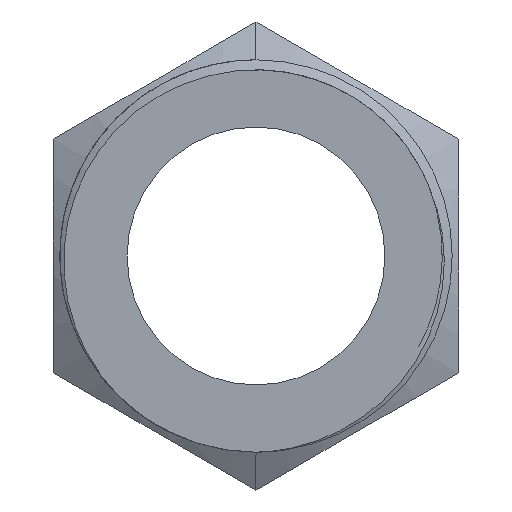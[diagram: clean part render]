
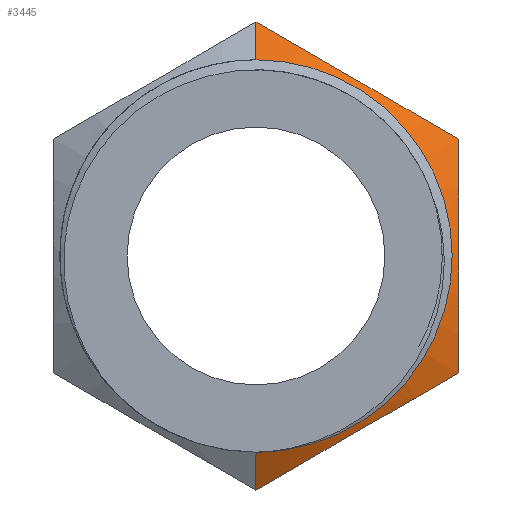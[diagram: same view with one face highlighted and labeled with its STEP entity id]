
A CAD part, left-side view. The second image highlights one B-rep face of the part: STEP entity #3445.
In plain terms, the highlighted conical face has half-angle 60 degrees and reference radius 12.702 mm.
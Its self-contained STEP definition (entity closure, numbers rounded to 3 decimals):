
#22 = VECTOR ( 'NONE', #4307, 1000. ) ;
#223 = EDGE_CURVE ( 'NONE', #7339, #1991, #3354, .T. ) ;
#462 = CARTESIAN_POINT ( 'NONE',  ( -1.7, 0., -12.702 ) ) ;
#497 = CARTESIAN_POINT ( 'NONE',  ( -2.504, -7.818, -8.188 ) ) ;
#502 = EDGE_CURVE ( 'NONE', #1991, #5346, #5962, .T. ) ;
#523 = CARTESIAN_POINT ( 'NONE',  ( -2.588, -7.369, 8.447 ) ) ;
#647 = CARTESIAN_POINT ( 'NONE',  ( -1.7, 0., 12.702 ) ) ;
#888 = AXIS2_PLACEMENT_3D ( 'NONE', #2159, #4164, #945 ) ;
#908 = CARTESIAN_POINT ( 'NONE',  ( -3., 0., 10.45 ) ) ;
#928 = CARTESIAN_POINT ( 'NONE',  ( -3., 0., -10.45 ) ) ;
#945 = DIRECTION ( 'NONE',  ( 0., 0., 1. ) ) ;
#986 = CARTESIAN_POINT ( 'NONE',  ( -2.57, -7.356, -8.455 ) ) ;
#1117 = ORIENTED_EDGE ( 'NONE', *, *, #1374, .F. ) ;
#1263 = CARTESIAN_POINT ( 'NONE',  ( -1.7, -11., -6.351 ) ) ;
#1307 = CARTESIAN_POINT ( 'NONE',  ( -2., -10.101, -6.87 ) ) ;
#1374 = EDGE_CURVE ( 'NONE', #7339, #3285, #3198, .T. ) ;
#1502 = CARTESIAN_POINT ( 'NONE',  ( -2.245, -11., 4.274 ) ) ;
#1605 = ORIENTED_EDGE ( 'NONE', *, *, #223, .T. ) ;
#1707 = CARTESIAN_POINT ( 'NONE',  ( -2.682, -4.554, -10.072 ) ) ;
#1747 = CARTESIAN_POINT ( 'NONE',  ( -1.999, -0.898, -12.183 ) ) ;
#1894 = CARTESIAN_POINT ( 'NONE',  ( -2.246, -9.197, 7.392 ) ) ;
#1991 = VERTEX_POINT ( 'NONE', #6818 ) ;
#2015 = CARTESIAN_POINT ( 'NONE',  ( -1.7, -11., 6.351 ) ) ;
#2067 = CARTESIAN_POINT ( 'NONE',  ( -2.588, -11., 2.159 ) ) ;
#2159 = CARTESIAN_POINT ( 'NONE',  ( -3., 0., 0. ) ) ;
#2225 = ORIENTED_EDGE ( 'NONE', *, *, #5279, .T. ) ;
#2337 = CARTESIAN_POINT ( 'NONE',  ( -1.999, -10.102, 6.869 ) ) ;
#2376 = CARTESIAN_POINT ( 'NONE',  ( -2.683, -5.043, 9.79 ) ) ;
#2463 = LINE ( 'NONE', #4916, #22 ) ;
#2590 = CARTESIAN_POINT ( 'NONE',  ( -2.682, -11., -1.089 ) ) ;
#2598 = B_SPLINE_CURVE_WITH_KNOTS ( 'NONE', 3,
 ( #3739, #2337, #1894, #523, #7356, #2376, #5505, #7926, #2976, #3094, #6758, #647 ),
 .UNSPECIFIED., .F., .F.,
 ( 4, 2, 2, 2, 2, 4 ),
 ( 0., 0.003, 0.006, 0.008, 0.01, 0.013 ),
 .UNSPECIFIED. ) ;
#2630 = CARTESIAN_POINT ( 'NONE',  ( -1.7, -11., -6.351 ) ) ;
#2639 = DIRECTION ( 'NONE',  ( 0.5, 0., -0.866 ) ) ;
#2976 = CARTESIAN_POINT ( 'NONE',  ( -2.504, -3.182, 10.864 ) ) ;
#3094 = CARTESIAN_POINT ( 'NONE',  ( -2.247, -1.806, 11.659 ) ) ;
#3197 = CARTESIAN_POINT ( 'NONE',  ( -1.7, 0., 0. ) ) ;
#3198 = CIRCLE ( 'NONE', #888, 10.45 ) ;
#3285 = VERTEX_POINT ( 'NONE', #908 ) ;
#3308 = CARTESIAN_POINT ( 'NONE',  ( -2.588, -11., -2.159 ) ) ;
#3354 = LINE ( 'NONE', #5814, #3706 ) ;
#3411 = VERTEX_POINT ( 'NONE', #4576 ) ;
#3445 = ADVANCED_FACE ( 'NONE', ( #5218 ), #7368, .T. ) ;
#3706 = VECTOR ( 'NONE', #2639, 1000. ) ;
#3739 = CARTESIAN_POINT ( 'NONE',  ( -1.7, -11., 6.351 ) ) ;
#4031 = B_SPLINE_CURVE_WITH_KNOTS ( 'NONE', 3,
 ( #5010, #5642, #5765, #3308, #2590, #6254, #2067, #1502, #4562, #4402 ),
 .UNSPECIFIED., .F., .F.,
 ( 4, 2, 2, 2, 4 ),
 ( 0.014, 0.017, 0.02, 0.024, 0.027 ),
 .UNSPECIFIED. ) ;
#4161 = CARTESIAN_POINT ( 'NONE',  ( -2.683, -5.957, -9.262 ) ) ;
#4164 = DIRECTION ( 'NONE',  ( -1., 0., 0. ) ) ;
#4216 = ORIENTED_EDGE ( 'NONE', *, *, #7818, .F. ) ;
#4255 = EDGE_LOOP ( 'NONE', ( #4216, #1117, #1605, #7072, #2225, #5992 ) ) ;
#4307 = DIRECTION ( 'NONE',  ( 0.5, 0., 0.866 ) ) ;
#4402 = CARTESIAN_POINT ( 'NONE',  ( -1.7, -11., 6.351 ) ) ;
#4419 = AXIS2_PLACEMENT_3D ( 'NONE', #3197, #7509, #6944 ) ;
#4562 = CARTESIAN_POINT ( 'NONE',  ( -1.998, -11., 5.317 ) ) ;
#4576 = CARTESIAN_POINT ( 'NONE',  ( -1.7, 0., 12.702 ) ) ;
#4773 = CARTESIAN_POINT ( 'NONE',  ( -2.246, -1.803, -11.661 ) ) ;
#4916 = CARTESIAN_POINT ( 'NONE',  ( -1.7, 0., 12.702 ) ) ;
#5010 = CARTESIAN_POINT ( 'NONE',  ( -1.7, -11., -6.351 ) ) ;
#5218 = FACE_OUTER_BOUND ( 'NONE', #4255, .T. ) ;
#5279 = EDGE_CURVE ( 'NONE', #5346, #6673, #4031, .T. ) ;
#5346 = VERTEX_POINT ( 'NONE', #2630 ) ;
#5505 = CARTESIAN_POINT ( 'NONE',  ( -2.66, -4.573, 10.061 ) ) ;
#5642 = CARTESIAN_POINT ( 'NONE',  ( -1.999, -11., -5.317 ) ) ;
#5765 = CARTESIAN_POINT ( 'NONE',  ( -2.245, -11., -4.273 ) ) ;
#5814 = CARTESIAN_POINT ( 'NONE',  ( -1.7, 0., -12.702 ) ) ;
#5898 = CARTESIAN_POINT ( 'NONE',  ( -2.247, -9.194, -7.393 ) ) ;
#5962 = B_SPLINE_CURVE_WITH_KNOTS ( 'NONE', 3,
 ( #462, #1747, #4773, #7219, #1707, #4161, #6615, #986, #497, #5898, #1307, #1263 ),
 .UNSPECIFIED., .F., .F.,
 ( 4, 2, 2, 2, 2, 4 ),
 ( 0., 0.003, 0.006, 0.008, 0.01, 0.013 ),
 .UNSPECIFIED. ) ;
#5992 = ORIENTED_EDGE ( 'NONE', *, *, #6484, .T. ) ;
#6254 = CARTESIAN_POINT ( 'NONE',  ( -2.683, -11., 1.086 ) ) ;
#6484 = EDGE_CURVE ( 'NONE', #6673, #3411, #2598, .T. ) ;
#6615 = CARTESIAN_POINT ( 'NONE',  ( -2.66, -6.427, -8.991 ) ) ;
#6673 = VERTEX_POINT ( 'NONE', #2015 ) ;
#6758 = CARTESIAN_POINT ( 'NONE',  ( -2., -0.899, 12.183 ) ) ;
#6818 = CARTESIAN_POINT ( 'NONE',  ( -1.7, 0., -12.702 ) ) ;
#6944 = DIRECTION ( 'NONE',  ( 0., 0., -1. ) ) ;
#7072 = ORIENTED_EDGE ( 'NONE', *, *, #502, .T. ) ;
#7219 = CARTESIAN_POINT ( 'NONE',  ( -2.588, -3.631, -10.606 ) ) ;
#7339 = VERTEX_POINT ( 'NONE', #928 ) ;
#7356 = CARTESIAN_POINT ( 'NONE',  ( -2.682, -6.446, 8.98 ) ) ;
#7368 = CONICAL_SURFACE ( 'NONE', #4419, 12.702, 1.047 ) ;
#7509 = DIRECTION ( 'NONE',  ( 1., 0., 0. ) ) ;
#7818 = EDGE_CURVE ( 'NONE', #3285, #3411, #2463, .T. ) ;
#7926 = CARTESIAN_POINT ( 'NONE',  ( -2.57, -3.644, 10.598 ) ) ;
